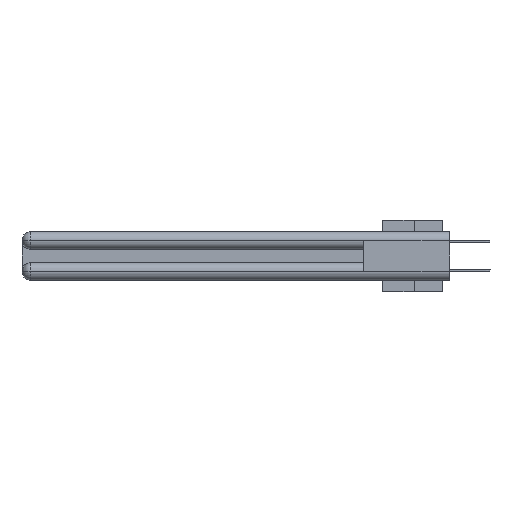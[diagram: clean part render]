
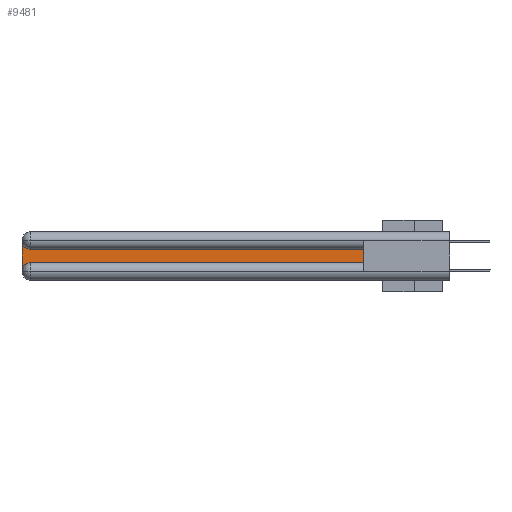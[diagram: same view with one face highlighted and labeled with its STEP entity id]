
A CAD part, left-side view. The second image highlights one B-rep face of the part: STEP entity #9481.
In plain terms, the highlighted planar face has unit normal (-1, 0, 0).
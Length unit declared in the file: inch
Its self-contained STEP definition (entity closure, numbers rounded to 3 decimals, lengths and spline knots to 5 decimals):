
#264 = EDGE_CURVE ( 'NONE', #702, #29806, #29243, .T. ) ;
#405 = DIRECTION ( 'NONE',  ( 0., 0., -1. ) ) ;
#702 = VERTEX_POINT ( 'NONE', #25868 ) ;
#1062 = PLANE ( 'NONE',  #23654 ) ;
#3437 = CARTESIAN_POINT ( 'NONE',  ( 0.075, 2.94, -0.2775 ) ) ;
#3562 = CARTESIAN_POINT ( 'NONE',  ( 0.075, 3., -0.2175 ) ) ;
#4827 = LINE ( 'NONE', #10723, #25894 ) ;
#5814 = VECTOR ( 'NONE', #405, 39.37008 ) ;
#6359 = CARTESIAN_POINT ( 'NONE',  ( 0.075, 0.6, -0.2175 ) ) ;
#6756 = FACE_OUTER_BOUND ( 'NONE', #31454, .T. ) ;
#8107 = ORIENTED_EDGE ( 'NONE', *, *, #14263, .T. ) ;
#8731 = EDGE_CURVE ( 'NONE', #28438, #38869, #25226, .T. ) ;
#9481 = ADVANCED_FACE ( 'NONE', ( #6756 ), #1062, .F. ) ;
#10723 = CARTESIAN_POINT ( 'NONE',  ( 0.075, 0.6, -0.1225 ) ) ;
#11813 = VERTEX_POINT ( 'NONE', #16562 ) ;
#12771 = CARTESIAN_POINT ( 'NONE',  ( 0.075, 0.6, -0.2175 ) ) ;
#13090 = DIRECTION ( 'NONE',  ( 1., 0., 0. ) ) ;
#13316 = DIRECTION ( 'NONE',  ( 0., 0., -1. ) ) ;
#14263 = EDGE_CURVE ( 'NONE', #38869, #702, #31844, .T. ) ;
#15182 = AXIS2_PLACEMENT_3D ( 'NONE', #20533, #27443, #16957 ) ;
#16143 = VERTEX_POINT ( 'NONE', #26283 ) ;
#16299 = EDGE_CURVE ( 'NONE', #11813, #16143, #4827, .T. ) ;
#16562 = CARTESIAN_POINT ( 'NONE',  ( 0.075, 0.6, -0.1225 ) ) ;
#16957 = DIRECTION ( 'NONE',  ( 0., 0., -1. ) ) ;
#19598 = DIRECTION ( 'NONE',  ( 0., 0., -1. ) ) ;
#20533 = CARTESIAN_POINT ( 'NONE',  ( 0.075, 2.94, -0.0625 ) ) ;
#21591 = ORIENTED_EDGE ( 'NONE', *, *, #24096, .T. ) ;
#21684 = LINE ( 'NONE', #12771, #38159 ) ;
#23327 = ORIENTED_EDGE ( 'NONE', *, *, #8731, .T. ) ;
#23654 = AXIS2_PLACEMENT_3D ( 'NONE', #26293, #13090, #19598 ) ;
#23740 = CARTESIAN_POINT ( 'NONE',  ( 0.075, 3., -0.0625 ) ) ;
#24096 = EDGE_CURVE ( 'NONE', #16143, #28438, #34621, .T. ) ;
#25226 = LINE ( 'NONE', #3562, #5814 ) ;
#25868 = CARTESIAN_POINT ( 'NONE',  ( 0.075, 2.94, -0.2175 ) ) ;
#25894 = VECTOR ( 'NONE', #34037, 39.37008 ) ;
#26283 = CARTESIAN_POINT ( 'NONE',  ( 0.075, 2.94, -0.1225 ) ) ;
#26293 = CARTESIAN_POINT ( 'NONE',  ( 0.075, 3., -0.1225 ) ) ;
#27443 = DIRECTION ( 'NONE',  ( 1., 0., 0. ) ) ;
#28437 = EDGE_CURVE ( 'NONE', #29806, #11813, #21684, .T. ) ;
#28438 = VERTEX_POINT ( 'NONE', #23740 ) ;
#29243 = LINE ( 'NONE', #6359, #33318 ) ;
#29806 = VERTEX_POINT ( 'NONE', #32128 ) ;
#31454 = EDGE_LOOP ( 'NONE', ( #40609, #21591, #23327, #8107, #34062, #37144 ) ) ;
#31844 = CIRCLE ( 'NONE', #36548, 0.06 ) ;
#32066 = DIRECTION ( 'NONE',  ( 0., 0., 1. ) ) ;
#32128 = CARTESIAN_POINT ( 'NONE',  ( 0.075, 0.6, -0.2175 ) ) ;
#33318 = VECTOR ( 'NONE', #35543, 39.37008 ) ;
#34037 = DIRECTION ( 'NONE',  ( 0., 1., 0. ) ) ;
#34062 = ORIENTED_EDGE ( 'NONE', *, *, #264, .T. ) ;
#34621 = CIRCLE ( 'NONE', #15182, 0.06 ) ;
#35543 = DIRECTION ( 'NONE',  ( 0., -1., 0. ) ) ;
#36548 = AXIS2_PLACEMENT_3D ( 'NONE', #3437, #38525, #13316 ) ;
#36846 = CARTESIAN_POINT ( 'NONE',  ( 0.075, 3., -0.2775 ) ) ;
#37144 = ORIENTED_EDGE ( 'NONE', *, *, #28437, .T. ) ;
#38159 = VECTOR ( 'NONE', #32066, 39.37008 ) ;
#38525 = DIRECTION ( 'NONE',  ( 1., 0., 0. ) ) ;
#38869 = VERTEX_POINT ( 'NONE', #36846 ) ;
#40609 = ORIENTED_EDGE ( 'NONE', *, *, #16299, .T. ) ;
